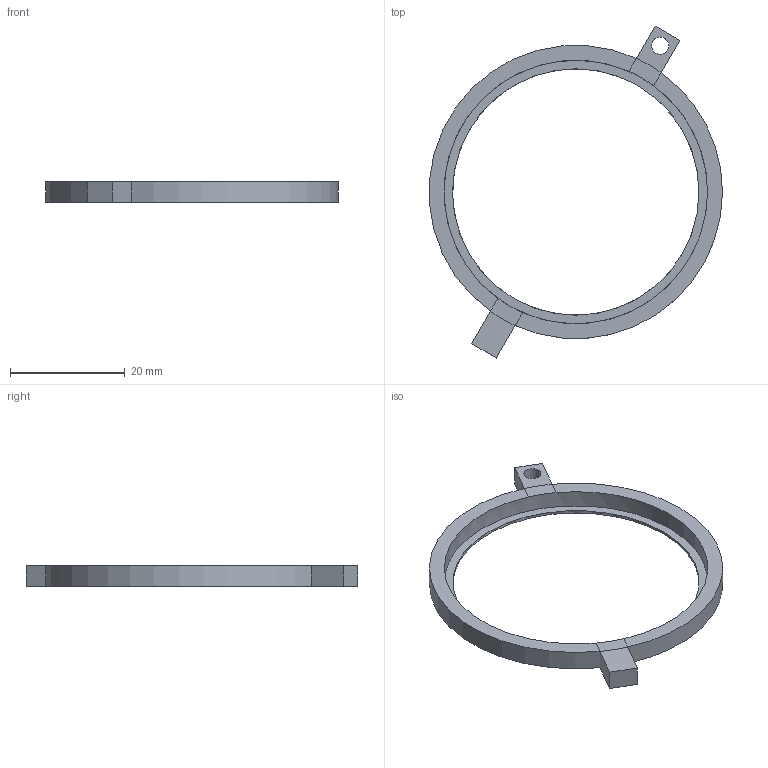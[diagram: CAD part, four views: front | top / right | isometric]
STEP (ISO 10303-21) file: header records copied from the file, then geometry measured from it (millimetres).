
FILE_DESCRIPTION(('FreeCAD Model'),'2;1');
FILE_NAME('Open CASCADE Shape Model','2021-09-12T18:10:12',('Author'),( ''),'Open CASCADE STEP processor 7.4','FreeCAD','Unknown');
FILE_SCHEMA(('AUTOMOTIVE_DESIGN { 1 0 10303 214 1 1 1 1 }'));
Length unit declared in the file: millimetre
Products named in the file (1): completed_tray
Bounding box: 51.11 x 57.93 x 3.5 mm (x, y, z)
Volume: 1694.9 mm3; surface area: 2516.3 mm2
Topology: 1 solids, 1 shells, 25 faces, 56 edges, 32 vertices
Faces by surface type: plane 19, cylinder 6
Full cylindrical faces by diameter (mm): 3 x1, 43 x1, 46 x1
Entity records: 1583 total; most frequent: DIRECTION 236, CARTESIAN_POINT 234, ORIENTED_EDGE 112, PCURVE 112, DEFINITIONAL_REPRESENTATION 112, LINE 108, VECTOR 108, EDGE_CURVE 56
